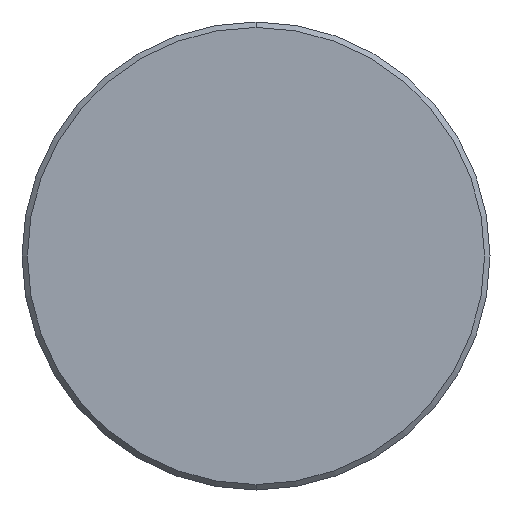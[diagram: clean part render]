
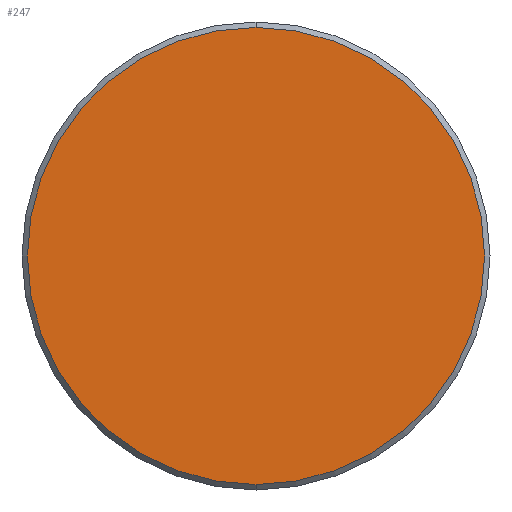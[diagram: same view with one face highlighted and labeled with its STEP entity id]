
A CAD part, left-side view. The second image highlights one B-rep face of the part: STEP entity #247.
In plain terms, the highlighted planar face has unit normal (-1, 0, 0).
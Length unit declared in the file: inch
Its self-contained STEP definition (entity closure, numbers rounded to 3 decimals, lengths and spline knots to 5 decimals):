
#20 = ORIENTED_EDGE ( 'NONE', *, *, #470, .T. ) ;
#133 = VERTEX_POINT ( 'NONE', #860 ) ;
#170 = ORIENTED_EDGE ( 'NONE', *, *, #872, .T. ) ;
#237 = DIRECTION ( 'NONE',  ( 0., 0., 1. ) ) ;
#247 = ADVANCED_FACE ( 'NONE', ( #910 ), #309, .T. ) ;
#309 = PLANE ( 'NONE',  #332 ) ;
#330 = EDGE_LOOP ( 'NONE', ( #20, #170 ) ) ;
#332 = AXIS2_PLACEMENT_3D ( 'NONE', #441, #801, #672 ) ;
#377 = DIRECTION ( 'NONE',  ( -1., 0., 0. ) ) ;
#441 = CARTESIAN_POINT ( 'NONE',  ( -3.81, 1.052, 0. ) ) ;
#448 = CARTESIAN_POINT ( 'NONE',  ( -3.81, 0., 0. ) ) ;
#470 = EDGE_CURVE ( 'NONE', #133, #550, #554, .T. ) ;
#477 = DIRECTION ( 'NONE',  ( 0., 0., 1. ) ) ;
#487 = DIRECTION ( 'NONE',  ( -1., 0., 0. ) ) ;
#518 = AXIS2_PLACEMENT_3D ( 'NONE', #448, #377, #237 ) ;
#550 = VERTEX_POINT ( 'NONE', #839 ) ;
#554 = CIRCLE ( 'NONE', #627, 1.022 ) ;
#627 = AXIS2_PLACEMENT_3D ( 'NONE', #902, #487, #477 ) ;
#672 = DIRECTION ( 'NONE',  ( 0., 0., 1. ) ) ;
#801 = DIRECTION ( 'NONE',  ( -1., 0., 0. ) ) ;
#829 = CIRCLE ( 'NONE', #518, 1.022 ) ;
#839 = CARTESIAN_POINT ( 'NONE',  ( -3.81, 0., 1.022 ) ) ;
#860 = CARTESIAN_POINT ( 'NONE',  ( -3.81, 0., -1.022 ) ) ;
#872 = EDGE_CURVE ( 'NONE', #550, #133, #829, .T. ) ;
#902 = CARTESIAN_POINT ( 'NONE',  ( -3.81, 0., 0. ) ) ;
#910 = FACE_OUTER_BOUND ( 'NONE', #330, .T. ) ;
